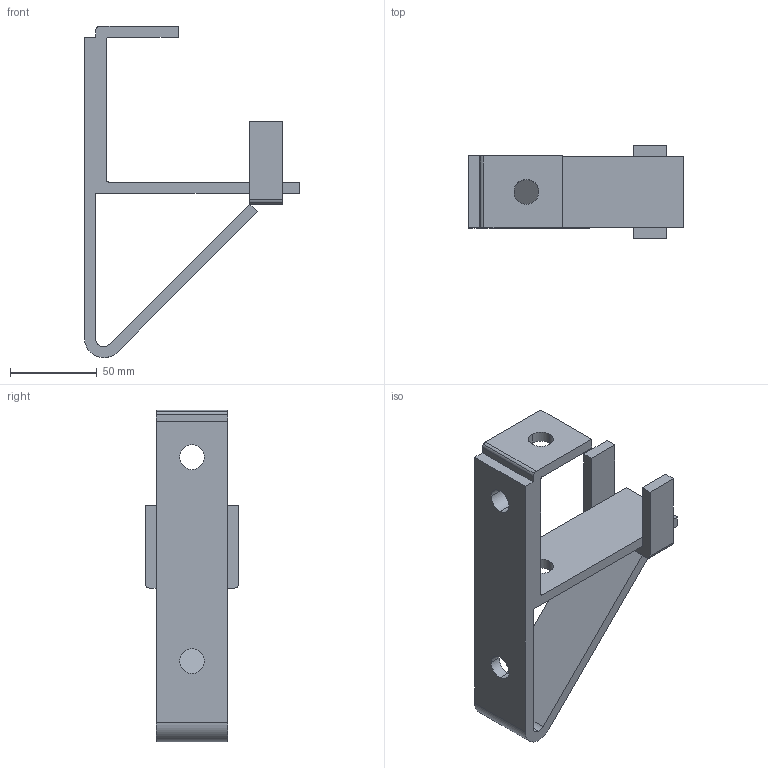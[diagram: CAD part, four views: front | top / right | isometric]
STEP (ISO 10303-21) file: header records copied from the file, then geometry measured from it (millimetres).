
FILE_DESCRIPTION(('TurboCAD Mac Pro'),'Build 980');
FILE_NAME('P1593.stp',' ',(''),(''),'ACIS Interop','IMSI','TurboCAD Mac Pro BY IMSI, INCORPORATED');
FILE_SCHEMA(('automotive_design'));
Length unit declared in the file: inch
Products named in the file (2): 1; 2
Bounding box: 123.83 x 53.98 x 190.91 mm (x, y, z)
Volume: 156748.3 mm3; surface area: 53680.7 mm2
Topology: 2 solids, 2 shells, 58 faces, 162 edges, 108 vertices
Faces by surface type: plane 28, bspline 20, cylinder 10
Entity records: 2493 total; most frequent: CARTESIAN_POINT 587, ORIENTED_EDGE 324, DIRECTION 224, EDGE_CURVE 162, VERTEX_POINT 108, LINE 102, VECTOR 102, EDGE_LOOP 66
